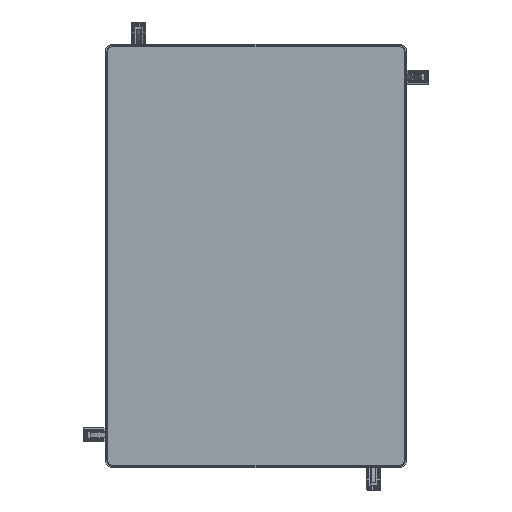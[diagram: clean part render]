
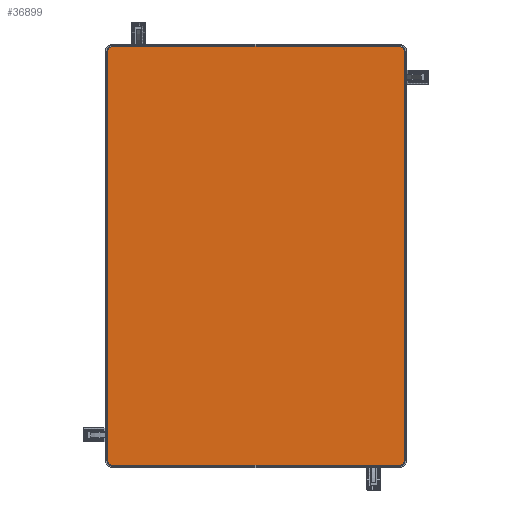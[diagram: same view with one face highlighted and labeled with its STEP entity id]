
A CAD part, top view. The second image highlights one B-rep face of the part: STEP entity #36899.
In plain terms, the highlighted planar face has unit normal (0, 0, 1).
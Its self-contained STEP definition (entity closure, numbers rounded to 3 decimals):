
#2426=PLANE('',#40304);
#4284=FACE_OUTER_BOUND('',#6294,.T.);
#6294=EDGE_LOOP('',(#30066,#30067,#30068,#30069,#30070,#30071,#30072,#30073));
#8142=LINE('',#83490,#10831);
#8144=LINE('',#83502,#10833);
#8146=LINE('',#83514,#10835);
#8148=LINE('',#83523,#10837);
#10831=VECTOR('',#47807,267.);
#10833=VECTOR('',#47821,187.);
#10835=VECTOR('',#47835,267.);
#10837=VECTOR('',#47847,187.);
#13606=CIRCLE('',#40280,3.25);
#13609=CIRCLE('',#40285,3.25);
#13613=CIRCLE('',#40291,3.25);
#13617=CIRCLE('',#40297,3.25);
#16201=VERTEX_POINT('',#83478);
#16204=VERTEX_POINT('',#83483);
#16206=VERTEX_POINT('',#83488);
#16208=VERTEX_POINT('',#83494);
#16210=VERTEX_POINT('',#83500);
#16212=VERTEX_POINT('',#83506);
#16214=VERTEX_POINT('',#83512);
#16216=VERTEX_POINT('',#83518);
#20985=EDGE_CURVE('',#16204,#16201,#13606,.T.);
#20987=EDGE_CURVE('',#16206,#16204,#8142,.T.);
#20990=EDGE_CURVE('',#16208,#16206,#13609,.T.);
#20993=EDGE_CURVE('',#16210,#16208,#8144,.T.);
#20996=EDGE_CURVE('',#16212,#16210,#13613,.T.);
#20999=EDGE_CURVE('',#16214,#16212,#8146,.T.);
#21002=EDGE_CURVE('',#16216,#16214,#13617,.T.);
#21004=EDGE_CURVE('',#16201,#16216,#8148,.T.);
#30066=ORIENTED_EDGE('',*,*,#20985,.F.);
#30067=ORIENTED_EDGE('',*,*,#20987,.F.);
#30068=ORIENTED_EDGE('',*,*,#20990,.F.);
#30069=ORIENTED_EDGE('',*,*,#20993,.F.);
#30070=ORIENTED_EDGE('',*,*,#20996,.F.);
#30071=ORIENTED_EDGE('',*,*,#20999,.F.);
#30072=ORIENTED_EDGE('',*,*,#21002,.F.);
#30073=ORIENTED_EDGE('',*,*,#21004,.F.);
#36899=ADVANCED_FACE('',(#4284),#2426,.T.);
#40280=AXIS2_PLACEMENT_3D('',#83485,#47801,#47802);
#40285=AXIS2_PLACEMENT_3D('',#83496,#47813,#47814);
#40291=AXIS2_PLACEMENT_3D('',#83508,#47827,#47828);
#40297=AXIS2_PLACEMENT_3D('',#83520,#47841,#47842);
#40304=AXIS2_PLACEMENT_3D('',#83534,#47862,#47863);
#47801=DIRECTION('center_axis',(0.,0.,
-1.));
#47802=DIRECTION('ref_axis',(-0.707,0.707,0.));
#47807=DIRECTION('',(0.,1.,0.));
#47813=DIRECTION('center_axis',(0.,0.,
-1.));
#47814=DIRECTION('ref_axis',(-0.707,-0.707,0.));
#47821=DIRECTION('',(-1.,0.,0.));
#47827=DIRECTION('center_axis',(0.,0.,
-1.));
#47828=DIRECTION('ref_axis',(0.707,-0.707,0.));
#47835=DIRECTION('',(0.,-1.,0.));
#47841=DIRECTION('center_axis',(0.,0.,
-1.));
#47842=DIRECTION('ref_axis',(0.707,0.707,0.));
#47847=DIRECTION('',(1.,0.,0.));
#47862=DIRECTION('center_axis',(0.,0.,
1.));
#47863=DIRECTION('ref_axis',(1.,0.,0.));
#83478=CARTESIAN_POINT('',(-93.5,136.75,4.5));
#83483=CARTESIAN_POINT('',(-96.75,133.5,4.5));
#83485=CARTESIAN_POINT('Origin',(-93.5,133.5,4.5));
#83488=CARTESIAN_POINT('',(-96.75,-133.5,4.5));
#83490=CARTESIAN_POINT('',(-96.75,66.75,4.5));
#83494=CARTESIAN_POINT('',(-93.5,-136.75,4.5));
#83496=CARTESIAN_POINT('Origin',(-93.5,-133.5,4.5));
#83500=CARTESIAN_POINT('',(93.5,-136.75,4.5));
#83502=CARTESIAN_POINT('',(-46.75,-136.75,4.5));
#83506=CARTESIAN_POINT('',(96.75,-133.5,4.5));
#83508=CARTESIAN_POINT('Origin',(93.5,-133.5,4.5));
#83512=CARTESIAN_POINT('',(96.75,133.5,4.5));
#83514=CARTESIAN_POINT('',(96.75,-66.75,4.5));
#83518=CARTESIAN_POINT('',(93.5,136.75,4.5));
#83520=CARTESIAN_POINT('Origin',(93.5,133.5,4.5));
#83523=CARTESIAN_POINT('',(46.75,136.75,4.5));
#83534=CARTESIAN_POINT('Origin',(0.,0.,
4.5));
